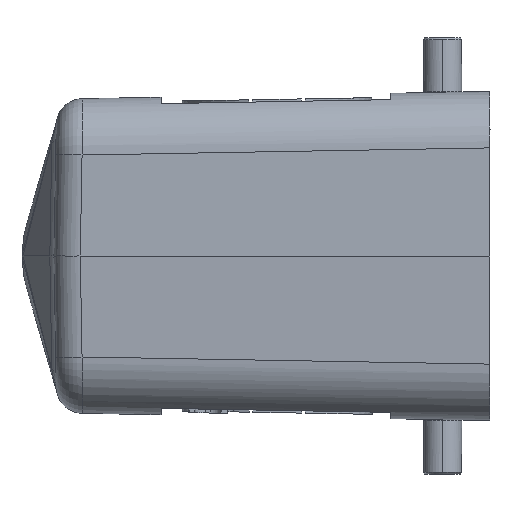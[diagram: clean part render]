
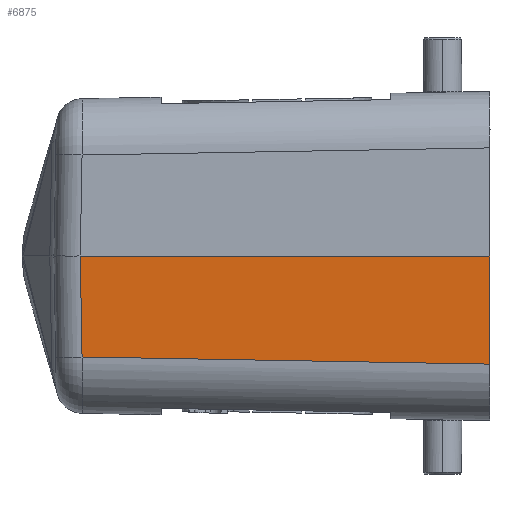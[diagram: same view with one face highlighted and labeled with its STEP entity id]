
A CAD part, left-side view. The second image highlights one B-rep face of the part: STEP entity #6875.
In plain terms, the highlighted planar face has unit normal (-1, 0.018, -0.017).
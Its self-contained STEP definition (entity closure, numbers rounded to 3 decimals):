
#13=DIRECTION('',(-0.017,0.,1.));
#14=VECTOR('',#13,14.134);
#15=CARTESIAN_POINT('',(-36.053,70.,-14.132));
#16=LINE('',#15,#14);
#624=DIRECTION('',(-0.017,0.017,1.));
#625=VECTOR('',#624,13.205);
#626=CARTESIAN_POINT('',(-35.139,123.331,-13.201));
#627=LINE('',#626,#625);
#628=DIRECTION('',(0.017,1.,0.017));
#629=VECTOR('',#628,53.347);
#630=CARTESIAN_POINT('',(-36.053,70.,-14.132));
#631=LINE('',#630,#629);
#640=DIRECTION('',(0.017,1.,0.));
#641=VECTOR('',#640,53.57);
#642=CARTESIAN_POINT('',(-36.3,70.,
0.));
#643=LINE('',#642,#641);
#656=CARTESIAN_POINT('',(-36.053,70.,-14.132));
#5104=VERTEX_POINT('',#656);
#5105=CARTESIAN_POINT('',(-36.3,70.,
0.));
#5106=VERTEX_POINT('',#5105);
#5270=CARTESIAN_POINT('',(-35.139,123.331,
-13.201));
#5271=VERTEX_POINT('',#5270);
#5272=CARTESIAN_POINT('',(-35.365,123.562,
0.));
#5273=VERTEX_POINT('',#5272);
#6862=CARTESIAN_POINT('',(-36.321,70.,1.222));
#6863=DIRECTION('',(-1.,0.017,-0.017));
#6864=DIRECTION('',(-0.017,0.,1.));
#6865=AXIS2_PLACEMENT_3D('',#6862,#6863,#6864);
#6866=PLANE('',#6865);
#6867=ORIENTED_EDGE('',*,*,#6853,.T.);
#6869=ORIENTED_EDGE('',*,*,#6868,.F.);
#6870=ORIENTED_EDGE('',*,*,#6247,.F.);
#6872=ORIENTED_EDGE('',*,*,#6871,.T.);
#6873=EDGE_LOOP('',(#6867,#6869,#6870,#6872));
#6874=FACE_OUTER_BOUND('',#6873,.F.);
#6875=ADVANCED_FACE('',(#6874),#6866,.T.);
#6247=EDGE_CURVE('',#5104,#5106,#16,.T.);
#6853=EDGE_CURVE('',#5271,#5273,#627,.T.);
#6868=EDGE_CURVE('',#5106,#5273,#643,.T.);
#6871=EDGE_CURVE('',#5104,#5271,#631,.T.);
